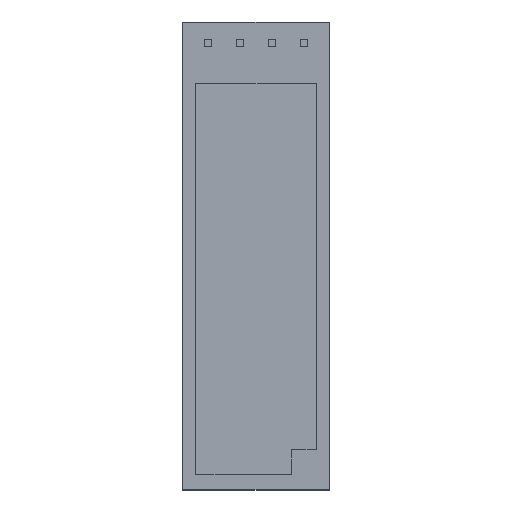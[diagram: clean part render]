
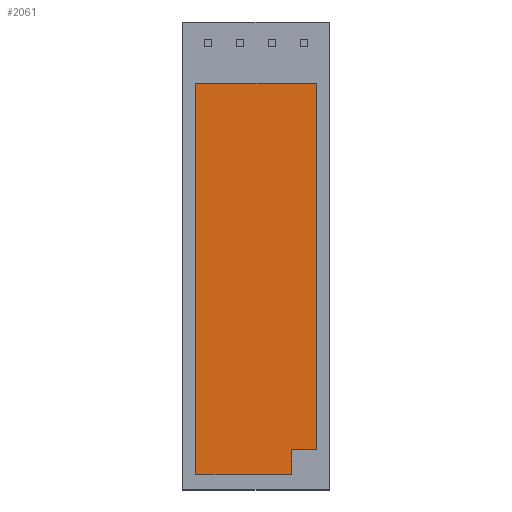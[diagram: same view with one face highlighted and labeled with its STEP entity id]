
A CAD part, top view. The second image highlights one B-rep face of the part: STEP entity #2061.
In plain terms, the highlighted planar face has unit normal (0, 0, 1).
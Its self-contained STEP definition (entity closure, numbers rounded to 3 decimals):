
#179=FACE_OUTER_BOUND('',#303,.T.);
#303=EDGE_LOOP('',(#1585,#1586,#1587,#1588,#1589,#1590));
#485=LINE('',#3142,#735);
#488=LINE('',#3148,#738);
#491=LINE('',#3154,#741);
#494=LINE('',#3160,#744);
#497=LINE('',#3166,#747);
#500=LINE('',#3170,#750);
#735=VECTOR('',#2551,10.);
#738=VECTOR('',#2556,10.);
#741=VECTOR('',#2561,10.);
#744=VECTOR('',#2566,10.);
#747=VECTOR('',#2571,10.);
#750=VECTOR('',#2576,10.);
#949=VERTEX_POINT('',#3139);
#950=VERTEX_POINT('',#3141);
#952=VERTEX_POINT('',#3147);
#954=VERTEX_POINT('',#3153);
#956=VERTEX_POINT('',#3159);
#958=VERTEX_POINT('',#3165);
#1173=EDGE_CURVE('',#950,#949,#485,.T.);
#1176=EDGE_CURVE('',#952,#950,#488,.T.);
#1179=EDGE_CURVE('',#954,#952,#491,.T.);
#1182=EDGE_CURVE('',#956,#954,#494,.T.);
#1185=EDGE_CURVE('',#958,#956,#497,.T.);
#1188=EDGE_CURVE('',#949,#958,#500,.T.);
#1585=ORIENTED_EDGE('',*,*,#1188,.T.);
#1586=ORIENTED_EDGE('',*,*,#1185,.T.);
#1587=ORIENTED_EDGE('',*,*,#1182,.T.);
#1588=ORIENTED_EDGE('',*,*,#1179,.T.);
#1589=ORIENTED_EDGE('',*,*,#1176,.T.);
#1590=ORIENTED_EDGE('',*,*,#1173,.T.);
#1961=PLANE('',#2237);
#2061=ADVANCED_FACE('',(#179),#1961,.T.);
#2237=AXIS2_PLACEMENT_3D('',#3171,#2577,#2578);
#2551=DIRECTION('',(0.,1.,0.));
#2556=DIRECTION('',(1.,0.,0.));
#2561=DIRECTION('',(0.,-1.,0.));
#2566=DIRECTION('',(-1.,0.,0.));
#2571=DIRECTION('',(0.,1.,0.));
#2576=DIRECTION('',(1.,0.,0.));
#2577=DIRECTION('center_axis',(0.,0.,1.));
#2578=DIRECTION('ref_axis',(1.,0.,0.));
#3139=CARTESIAN_POINT('',(2.922,-15.86,2.75));
#3141=CARTESIAN_POINT('',(2.922,-17.86,2.75));
#3142=CARTESIAN_POINT('',(2.922,-17.86,2.75));
#3147=CARTESIAN_POINT('',(-4.922,-17.86,2.75));
#3148=CARTESIAN_POINT('',(-4.922,-17.86,2.75));
#3153=CARTESIAN_POINT('',(-4.922,14.14,2.75));
#3154=CARTESIAN_POINT('',(-4.922,14.14,2.75));
#3159=CARTESIAN_POINT('',(4.922,14.14,2.75));
#3160=CARTESIAN_POINT('',(4.922,14.14,2.75));
#3165=CARTESIAN_POINT('',(4.922,-15.86,2.75));
#3166=CARTESIAN_POINT('',(4.922,-17.86,2.75));
#3170=CARTESIAN_POINT('',(2.922,-15.86,2.75));
#3171=CARTESIAN_POINT('Origin',(0.,-1.86,
2.75));
